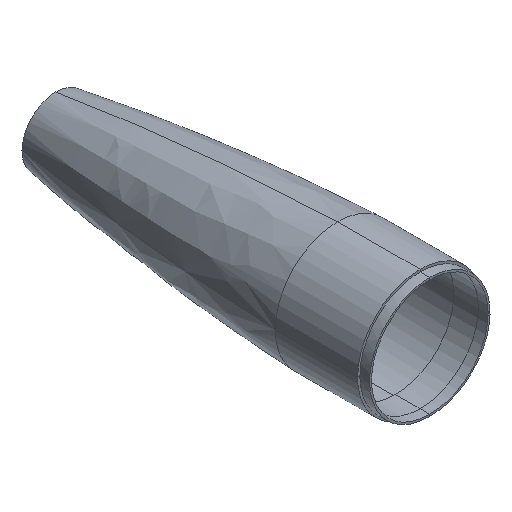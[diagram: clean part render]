
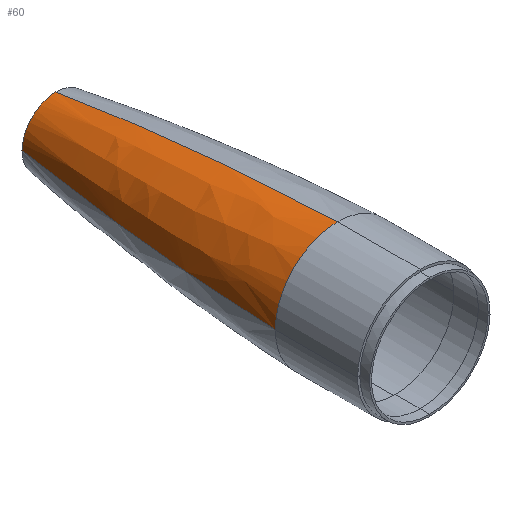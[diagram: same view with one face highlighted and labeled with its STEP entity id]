
A CAD part, isometric view. The second image highlights one B-rep face of the part: STEP entity #60.
In plain terms, the highlighted free-form (B-spline) face has degree [2, 3] with [5, 7] control points.
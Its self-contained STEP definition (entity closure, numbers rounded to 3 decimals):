
#60=ADVANCED_FACE('',(#96),#589,.T.);
#96=FACE_OUTER_BOUND('',#132,.T.);
#132=EDGE_LOOP('',(#263,#264,#265,#266));
#263=ORIENTED_EDGE('',*,*,#410,.T.);
#264=ORIENTED_EDGE('',*,*,#369,.T.);
#265=ORIENTED_EDGE('',*,*,#400,.T.);
#266=ORIENTED_EDGE('',*,*,#405,.F.);
#369=EDGE_CURVE('',#533,#551,#442,.T.);
#400=EDGE_CURVE('',#551,#559,#463,.T.);
#405=EDGE_CURVE('',#558,#559,#466,.T.);
#410=EDGE_CURVE('',#558,#533,#468,.T.);
#442=(
BOUNDED_CURVE()
B_SPLINE_CURVE(2,(#2052,#2053,#2054),.UNSPECIFIED.,.F.,.F.)
B_SPLINE_CURVE_WITH_KNOTS((3,3),(444.535,666.803),
 .UNSPECIFIED.)
CURVE()
GEOMETRIC_REPRESENTATION_ITEM()
RATIONAL_B_SPLINE_CURVE((1.,0.707,1.))
REPRESENTATION_ITEM('')
);
#463=(
BOUNDED_CURVE()
B_SPLINE_CURVE(3,(#2164,#2165,#2166,#2167,#2168,#2169),.UNSPECIFIED.,.F.,
 .F.)
B_SPLINE_CURVE_WITH_KNOTS((4,1,1,4),(-976.531,-732.398,
-488.265,-336.241),.UNSPECIFIED.)
CURVE()
GEOMETRIC_REPRESENTATION_ITEM()
RATIONAL_B_SPLINE_CURVE((1.,1.,1.,1.,1.,1.))
REPRESENTATION_ITEM('')
);
#466=(
BOUNDED_CURVE()
B_SPLINE_CURVE(2,(#2200,#2201,#2202),.UNSPECIFIED.,.F.,.F.)
B_SPLINE_CURVE_WITH_KNOTS((3,3),(444.535,666.803),
 .UNSPECIFIED.)
CURVE()
GEOMETRIC_REPRESENTATION_ITEM()
RATIONAL_B_SPLINE_CURVE((1.,0.707,1.))
REPRESENTATION_ITEM('')
);
#468=(
BOUNDED_CURVE()
B_SPLINE_CURVE(3,(#2226,#2227,#2228,#2229,#2230,#2231),.UNSPECIFIED.,.F.,
 .F.)
B_SPLINE_CURVE_WITH_KNOTS((4,1,1,4),(1.377,2.,3.,4.),
 .UNSPECIFIED.)
CURVE()
GEOMETRIC_REPRESENTATION_ITEM()
RATIONAL_B_SPLINE_CURVE((1.,1.,1.,1.,1.,1.))
REPRESENTATION_ITEM('')
);
#533=VERTEX_POINT('',#2005);
#551=VERTEX_POINT('',#2023);
#558=VERTEX_POINT('',#2030);
#559=VERTEX_POINT('',#2031);
#589=(
BOUNDED_SURFACE()
B_SPLINE_SURFACE(2,3,((#1871,#1872,#1873,#1874,#1875,#1876,#1877),(#1878,
#1879,#1880,#1881,#1882,#1883,#1884),(#1885,#1886,#1887,#1888,#1889,#1890,
#1891),(#1892,#1893,#1894,#1895,#1896,#1897,#1898),(#1899,#1900,#1901,#1902,
#1903,#1904,#1905)),.UNSPECIFIED.,.F.,.F.,.F.)
B_SPLINE_SURFACE_WITH_KNOTS((3,2,3),(4,1,1,1,4),(-889.071,-666.803,
-444.535),(0.,244.133,488.265,732.398,
976.531),.UNSPECIFIED.)
GEOMETRIC_REPRESENTATION_ITEM()
RATIONAL_B_SPLINE_SURFACE(((1.,1.,1.,1.,1.,1.,1.),(0.707,0.707,
0.707,0.707,0.707,0.707,
0.707),(1.,1.,1.,1.,1.,1.,1.),(0.707,0.707,
0.707,0.707,0.707,0.707,
0.707),(1.,1.,1.,1.,1.,1.,1.)))
REPRESENTATION_ITEM('')
SURFACE()
);
#1871=CARTESIAN_POINT('',(35.86,1101.958,12.4));
#1872=CARTESIAN_POINT('',(54.33,1048.521,12.4));
#1873=CARTESIAN_POINT('',(92.66,883.735,12.4));
#1874=CARTESIAN_POINT('',(123.915,689.089,12.4));
#1875=CARTESIAN_POINT('',(152.299,443.809,12.4));
#1876=CARTESIAN_POINT('',(164.86,276.219,12.4));
#1877=CARTESIAN_POINT('',(170.26,149.544,12.4));
#1878=CARTESIAN_POINT('',(35.86,1101.958,24.8));
#1879=CARTESIAN_POINT('',(54.33,1048.521,43.27));
#1880=CARTESIAN_POINT('',(92.66,883.735,81.6));
#1881=CARTESIAN_POINT('',(123.915,689.089,112.855));
#1882=CARTESIAN_POINT('',(152.299,443.809,141.24));
#1883=CARTESIAN_POINT('',(164.86,276.219,153.8));
#1884=CARTESIAN_POINT('',(170.26,149.544,159.2));
#1885=CARTESIAN_POINT('',(23.46,1101.958,24.8));
#1886=CARTESIAN_POINT('',(23.46,1048.521,43.27));
#1887=CARTESIAN_POINT('',(23.46,883.735,81.6));
#1888=CARTESIAN_POINT('',(23.46,689.089,112.855));
#1889=CARTESIAN_POINT('',(23.46,443.809,141.24));
#1890=CARTESIAN_POINT('',(23.46,276.219,153.8));
#1891=CARTESIAN_POINT('',(23.46,149.544,159.2));
#1892=CARTESIAN_POINT('',(11.06,1101.958,24.8));
#1893=CARTESIAN_POINT('',(-7.41,1048.521,43.27));
#1894=CARTESIAN_POINT('',(-45.74,883.735,81.6));
#1895=CARTESIAN_POINT('',(-76.995,689.089,112.855));
#1896=CARTESIAN_POINT('',(-105.38,443.809,141.24));
#1897=CARTESIAN_POINT('',(-117.94,276.219,153.8));
#1898=CARTESIAN_POINT('',(-123.34,149.544,159.2));
#1899=CARTESIAN_POINT('',(11.06,1101.958,12.4));
#1900=CARTESIAN_POINT('',(-7.41,1048.521,12.4));
#1901=CARTESIAN_POINT('',(-45.74,883.735,12.4));
#1902=CARTESIAN_POINT('',(-76.995,689.089,12.4));
#1903=CARTESIAN_POINT('',(-105.38,443.809,12.4));
#1904=CARTESIAN_POINT('',(-117.94,276.219,12.4));
#1905=CARTESIAN_POINT('',(-123.34,149.544,12.4));
#2005=CARTESIAN_POINT('',(-123.34,149.544,12.4));
#2023=CARTESIAN_POINT('',(23.46,149.544,159.2));
#2030=CARTESIAN_POINT('',(-56.451,811.958,12.4));
#2031=CARTESIAN_POINT('',(23.46,811.958,92.311));
#2052=CARTESIAN_POINT('',(-123.34,149.544,12.4));
#2053=CARTESIAN_POINT('',(-123.34,149.544,159.2));
#2054=CARTESIAN_POINT('',(23.46,149.544,159.2));
#2164=CARTESIAN_POINT('',(23.46,149.544,159.2));
#2165=CARTESIAN_POINT('',(23.46,276.219,153.8));
#2166=CARTESIAN_POINT('',(23.46,443.809,141.24));
#2167=CARTESIAN_POINT('',(23.46,658.241,116.425));
#2168=CARTESIAN_POINT('',(23.46,768.693,99.812));
#2169=CARTESIAN_POINT('',(23.46,811.958,92.311));
#2200=CARTESIAN_POINT('',(-56.451,811.958,12.4));
#2201=CARTESIAN_POINT('',(-56.451,811.958,92.31));
#2202=CARTESIAN_POINT('',(23.46,811.958,92.311));
#2226=CARTESIAN_POINT('',(-56.451,811.958,12.4));
#2227=CARTESIAN_POINT('',(-63.952,768.693,12.4));
#2228=CARTESIAN_POINT('',(-80.565,658.241,12.4));
#2229=CARTESIAN_POINT('',(-105.38,443.809,12.4));
#2230=CARTESIAN_POINT('',(-117.94,276.219,12.4));
#2231=CARTESIAN_POINT('',(-123.34,149.544,12.4));
